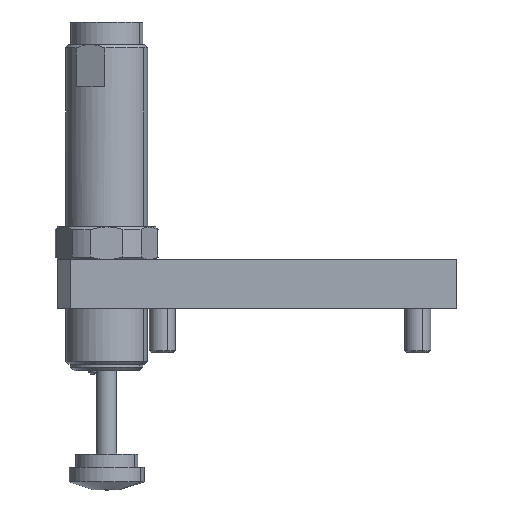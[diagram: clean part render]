
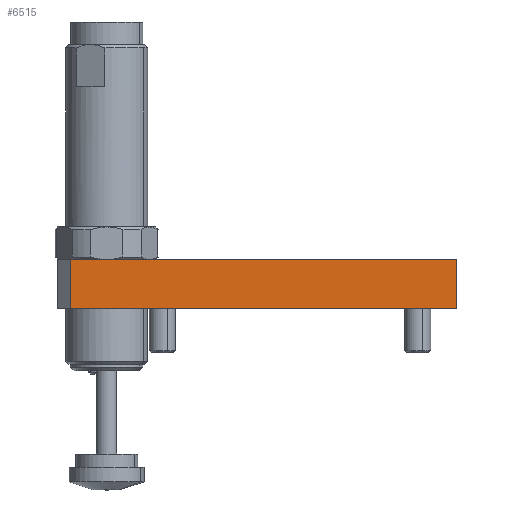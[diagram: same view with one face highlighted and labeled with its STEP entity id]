
A CAD part, left-side view. The second image highlights one B-rep face of the part: STEP entity #6515.
In plain terms, the highlighted planar face has unit normal (-1, 0, 0).
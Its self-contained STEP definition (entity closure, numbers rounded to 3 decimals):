
#78 = CARTESIAN_POINT ( 'NONE',  ( -59.25, 57., 0. ) ) ;
#623 = EDGE_CURVE ( 'NONE', #2581, #3183, #3421, .T. ) ;
#692 = CARTESIAN_POINT ( 'NONE',  ( -59.25, 57., 15. ) ) ;
#721 = LINE ( 'NONE', #692, #2116 ) ;
#784 = VERTEX_POINT ( 'NONE', #78 ) ;
#874 = CARTESIAN_POINT ( 'NONE',  ( -59.25, -61., 0. ) ) ;
#946 = ORIENTED_EDGE ( 'NONE', *, *, #5300, .T. ) ;
#972 = AXIS2_PLACEMENT_3D ( 'NONE', #2450, #1441, #2041 ) ;
#1187 = EDGE_CURVE ( 'NONE', #784, #2036, #6488, .T. ) ;
#1285 = ORIENTED_EDGE ( 'NONE', *, *, #5391, .F. ) ;
#1441 = DIRECTION ( 'NONE',  ( 1., 0., 0. ) ) ;
#1719 = EDGE_LOOP ( 'NONE', ( #7030, #946, #4178, #1285 ) ) ;
#2010 = CARTESIAN_POINT ( 'NONE',  ( -59.25, -61., 15. ) ) ;
#2036 = VERTEX_POINT ( 'NONE', #5241 ) ;
#2041 = DIRECTION ( 'NONE',  ( 0., 0., -1. ) ) ;
#2116 = VECTOR ( 'NONE', #4728, 1000. ) ;
#2203 = VECTOR ( 'NONE', #5357, 1000. ) ;
#2450 = CARTESIAN_POINT ( 'NONE',  ( -59.25, -61., 15. ) ) ;
#2581 = VERTEX_POINT ( 'NONE', #6528 ) ;
#3183 = VERTEX_POINT ( 'NONE', #4542 ) ;
#3421 = LINE ( 'NONE', #6733, #5476 ) ;
#3747 = LINE ( 'NONE', #2010, #2203 ) ;
#4178 = ORIENTED_EDGE ( 'NONE', *, *, #1187, .T. ) ;
#4542 = CARTESIAN_POINT ( 'NONE',  ( -59.25, -61., 15. ) ) ;
#4710 = PLANE ( 'NONE',  #972 ) ;
#4728 = DIRECTION ( 'NONE',  ( 0., 0., -1. ) ) ;
#4979 = DIRECTION ( 'NONE',  ( 0., -1., 0. ) ) ;
#5241 = CARTESIAN_POINT ( 'NONE',  ( -59.25, -61., 0. ) ) ;
#5300 = EDGE_CURVE ( 'NONE', #2581, #784, #721, .T. ) ;
#5357 = DIRECTION ( 'NONE',  ( 0., 0., -1. ) ) ;
#5391 = EDGE_CURVE ( 'NONE', #3183, #2036, #3747, .T. ) ;
#5476 = VECTOR ( 'NONE', #5489, 1000. ) ;
#5489 = DIRECTION ( 'NONE',  ( 0., -1., 0. ) ) ;
#6341 = FACE_OUTER_BOUND ( 'NONE', #1719, .T. ) ;
#6488 = LINE ( 'NONE', #874, #7324 ) ;
#6515 = ADVANCED_FACE ( 'NONE', ( #6341 ), #4710, .F. ) ;
#6528 = CARTESIAN_POINT ( 'NONE',  ( -59.25, 57., 15. ) ) ;
#6733 = CARTESIAN_POINT ( 'NONE',  ( -59.25, -61., 15. ) ) ;
#7030 = ORIENTED_EDGE ( 'NONE', *, *, #623, .F. ) ;
#7324 = VECTOR ( 'NONE', #4979, 1000. ) ;
